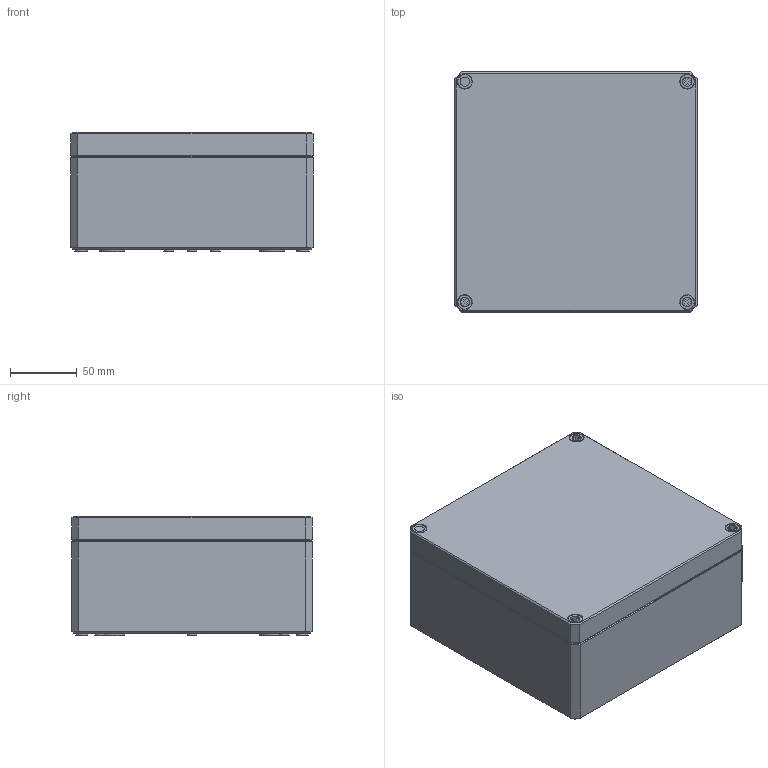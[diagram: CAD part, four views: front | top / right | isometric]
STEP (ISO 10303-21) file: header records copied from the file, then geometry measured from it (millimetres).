
FILE_DESCRIPTION(/* description */ (''),/* implementation_level */ '2;1');
FILE_NAME(/* name */ '0903108890 MBI 181809 OK.stp',/* time_stamp */ '2020-12-16T08:45:33+01:00',/* author */ ('alexander.rose'),/* organization */ (''),/* preprocessor_version */ 'ST-DEVELOPER v17.2',/* originating_system */ 'Autodesk Inventor 2019',/* authorisation */ '');
FILE_SCHEMA (('AUTOMOTIVE_DESIGN { 1 0 10303 214 3 1 1 }'));
Products named in the file (5): 0903108890 MBI 181809 H OK; 0901108892-UT_181872 - Index03; 0903108891-OT_181818 Klar; Schraube _ M10 x 34 _ MBTK; Dichtung_1818xx
Assembly tree (7 placements, depth 2):
  0903108890 MBI 181809 H OK
    0901108892-UT_181872 - Index03
    0903108891-OT_181818 Klar
    Schraube _ M10 x 34 _ MBTK  x4
    Dichtung_1818xx
Bounding box: 182 x 180.5 x 89.7 mm (x, y, z)
Volume: 428222.4 mm3; surface area: 279144.3 mm2
Topology: 7 solids, 7 shells, 2380 faces, 5868 edges, 3659 vertices
Faces by surface type: plane 989, bspline 497, cylinder 378, torus 309, cone 191, sphere 16
Full cylindrical faces by diameter (mm): 4.5 x4, 5 x4, 5.8 x8, 6 x1, 7 x4, 8.376 x4, 10 x1, 10.5 x4
Entity records: 71159 total; most frequent: CARTESIAN_POINT 21188, ORIENTED_EDGE 10822, DIRECTION 9415, EDGE_CURVE 5411, VERTEX_POINT 3362, AXIS2_PLACEMENT_3D 3275, LINE 2865, VECTOR 2865
